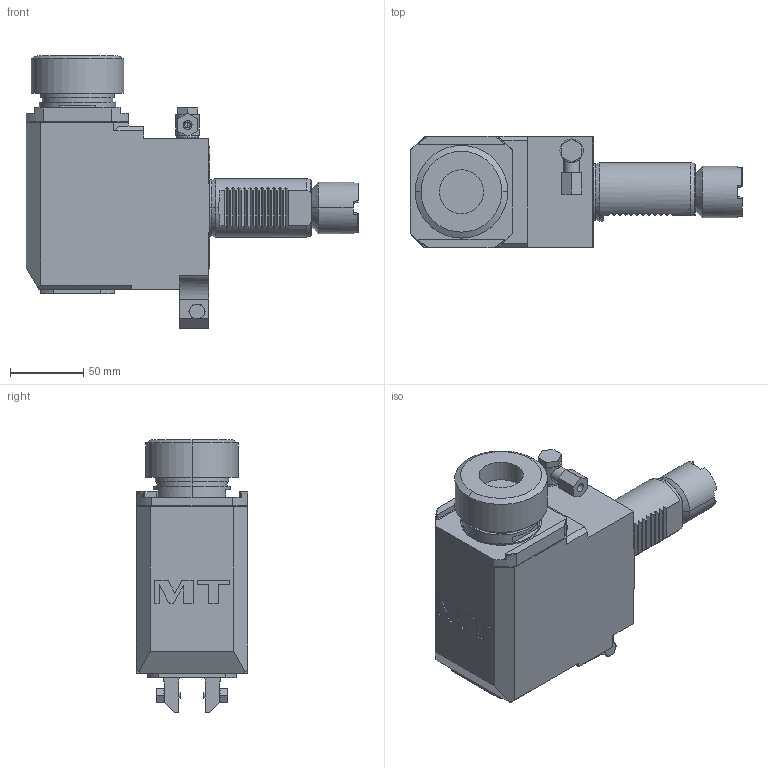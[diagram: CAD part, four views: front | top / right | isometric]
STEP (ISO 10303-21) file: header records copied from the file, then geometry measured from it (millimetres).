
FILE_DESCRIPTION((''),'2;1');
FILE_NAME('OKU0050340_CONF','2024-11-20T11:27:05',('fpalella'),('M.T. srl'),'CREO PARAMETRIC BY PTC INC, 2023352','CREO PARAMETRIC BY PTC INC, 2023352','');
FILE_SCHEMA(('CONFIG_CONTROL_DESIGN'));
Length unit declared in the file: millimetre
Products named in the file (1): OKU0050340_CONF
Bounding box: 225.95 x 76 x 185.66 mm (x, y, z)
Volume: 1271690.5 mm3; surface area: 105538.2 mm2
Topology: 2 solids, 2 shells, 391 faces, 979 edges, 627 vertices
Faces by surface type: plane 222, cylinder 115, cone 43, torus 9, extrusion 2
Entity records: 12597 total; most frequent: CARTESIAN_POINT 3301, ORIENTED_EDGE 1954, DIRECTION 1881, EDGE_CURVE 977, AXIS2_PLACEMENT_3D 689, VERTEX_POINT 627, VECTOR 503, LINE 501
